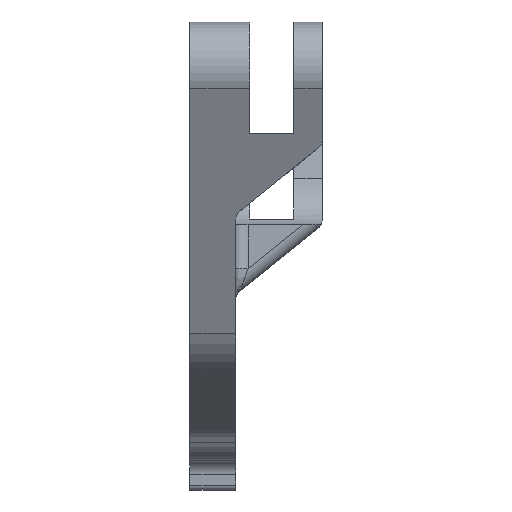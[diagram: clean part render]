
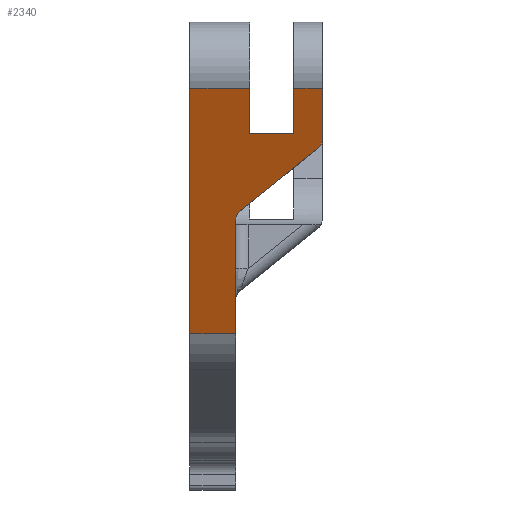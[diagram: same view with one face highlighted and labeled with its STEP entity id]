
A CAD part, top view. The second image highlights one B-rep face of the part: STEP entity #2340.
In plain terms, the highlighted planar face has unit normal (0, -0.407, 0.913).
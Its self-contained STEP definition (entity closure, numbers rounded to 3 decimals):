
#2305=AXIS2_PLACEMENT_3D('Plane Axis2P3D',#2302,#2303,#2304) ;
#649=CARTESIAN_POINT('Vertex',(12.,40.541,40.406)) ;
#652=CARTESIAN_POINT('Line Origine',(12.,35.973,38.372)) ;
#656=CARTESIAN_POINT('Vertex',(12.,31.405,36.338)) ;
#823=CARTESIAN_POINT('Vertex',(26.6,40.541,40.406)) ;
#826=CARTESIAN_POINT('Line Origine',(26.6,35.497,38.16)) ;
#830=CARTESIAN_POINT('Vertex',(26.6,30.452,35.914)) ;
#1152=CARTESIAN_POINT('Vertex',(0.,40.541,40.406)) ;
#1155=CARTESIAN_POINT('Line Origine',(13.3,40.541,40.406)) ;
#1300=CARTESIAN_POINT('Line Origine',(13.3,40.541,40.406)) ;
#1304=CARTESIAN_POINT('Vertex',(20.9,40.541,40.406)) ;
#1965=CARTESIAN_POINT('Control Point',(25.667,28.505,35.047)) ;
#1966=CARTESIAN_POINT('Control Point',(26.117,28.867,35.208)) ;
#1967=CARTESIAN_POINT('Control Point',(26.441,29.358,35.427)) ;
#1968=CARTESIAN_POINT('Control Point',(26.6,29.905,35.67)) ;
#1969=CARTESIAN_POINT('Control Point',(26.6,30.452,35.914)) ;
#1970=CARTESIAN_POINT('Vertex',(25.667,28.505,35.047)) ;
#1999=CARTESIAN_POINT('Vertex',(20.9,31.405,36.338)) ;
#2002=CARTESIAN_POINT('Line Origine',(20.9,35.973,38.372)) ;
#2038=CARTESIAN_POINT('Line Origine',(16.45,31.405,36.338)) ;
#2081=CARTESIAN_POINT('Line Origine',(17.9,22.255,32.264)) ;
#2085=CARTESIAN_POINT('Vertex',(10.133,16.006,29.482)) ;
#2282=CARTESIAN_POINT('Control Point',(9.2,14.058,28.615)) ;
#2283=CARTESIAN_POINT('Control Point',(9.2,14.606,28.858)) ;
#2284=CARTESIAN_POINT('Control Point',(9.359,15.153,29.102)) ;
#2285=CARTESIAN_POINT('Control Point',(9.683,15.644,29.321)) ;
#2286=CARTESIAN_POINT('Control Point',(10.133,16.006,29.482)) ;
#2287=CARTESIAN_POINT('Vertex',(9.2,14.058,28.615)) ;
#2302=CARTESIAN_POINT('Axis2P3D Location',(0.,-8.718,18.474)) ;
#2307=CARTESIAN_POINT('Line Origine',(0.,15.911,29.44)) ;
#2311=CARTESIAN_POINT('Vertex',(0.,-8.718,18.474)) ;
#2314=CARTESIAN_POINT('Line Origine',(4.6,-8.718,18.474)) ;
#2318=CARTESIAN_POINT('Vertex',(9.2,-8.718,18.474)) ;
#2321=CARTESIAN_POINT('Line Origine',(9.2,2.67,23.544)) ;
#653=DIRECTION('Vector Direction',(0.,-0.914,-0.407)) ;
#827=DIRECTION('Vector Direction',(0.,0.914,0.407)) ;
#1156=DIRECTION('Vector Direction',(1.,0.,0.)) ;
#1301=DIRECTION('Vector Direction',(1.,0.,0.)) ;
#2003=DIRECTION('Vector Direction',(0.,-0.914,-0.407)) ;
#2039=DIRECTION('Vector Direction',(-1.,0.,0.)) ;
#2082=DIRECTION('Vector Direction',(-0.75,-0.604,-0.269)) ;
#2303=DIRECTION('Axis2P3D Direction',(0.,0.407,-0.914)) ;
#2304=DIRECTION('Axis2P3D XDirection',(0.,0.914,0.407)) ;
#2308=DIRECTION('Vector Direction',(0.,0.914,0.407)) ;
#2315=DIRECTION('Vector Direction',(1.,0.,0.)) ;
#2322=DIRECTION('Vector Direction',(0.,0.914,0.407)) ;
#654=VECTOR('Line Direction',#653,1.) ;
#828=VECTOR('Line Direction',#827,1.) ;
#1157=VECTOR('Line Direction',#1156,1.) ;
#1302=VECTOR('Line Direction',#1301,1.) ;
#2004=VECTOR('Line Direction',#2003,1.) ;
#2040=VECTOR('Line Direction',#2039,1.) ;
#2083=VECTOR('Line Direction',#2082,1.) ;
#2309=VECTOR('Line Direction',#2308,1.) ;
#2316=VECTOR('Line Direction',#2315,1.) ;
#2323=VECTOR('Line Direction',#2322,1.) ;
#2327=ORIENTED_EDGE('',*,*,#2087,.F.) ;
#2328=ORIENTED_EDGE('',*,*,#1972,.F.) ;
#2329=ORIENTED_EDGE('',*,*,#832,.F.) ;
#2330=ORIENTED_EDGE('',*,*,#1306,.F.) ;
#2331=ORIENTED_EDGE('',*,*,#2006,.T.) ;
#2332=ORIENTED_EDGE('',*,*,#2042,.T.) ;
#2333=ORIENTED_EDGE('',*,*,#658,.F.) ;
#2334=ORIENTED_EDGE('',*,*,#1159,.F.) ;
#2335=ORIENTED_EDGE('',*,*,#2313,.T.) ;
#2336=ORIENTED_EDGE('',*,*,#2320,.T.) ;
#2337=ORIENTED_EDGE('',*,*,#2325,.T.) ;
#2338=ORIENTED_EDGE('',*,*,#2289,.T.) ;
#2340=ADVANCED_FACE('Corps principal',(#2339),#2306,.F.) ;
#1964=B_SPLINE_CURVE_WITH_KNOTS('',4,(#1965,#1966,#1967,#1968,#1969),.UNSPECIFIED.,.F.,.U.,(5,5),(0.,3.391),.UNSPECIFIED.) ;
#2281=B_SPLINE_CURVE_WITH_KNOTS('',4,(#2282,#2283,#2284,#2285,#2286),.UNSPECIFIED.,.F.,.U.,(5,5),(0.,3.391),.UNSPECIFIED.) ;
#658=EDGE_CURVE('',#650,#657,#655,.T.) ;
#832=EDGE_CURVE('',#824,#831,#829,.F.) ;
#1159=EDGE_CURVE('',#1153,#650,#1158,.T.) ;
#1306=EDGE_CURVE('',#1305,#824,#1303,.T.) ;
#1972=EDGE_CURVE('',#831,#1971,#1964,.F.) ;
#2006=EDGE_CURVE('',#1305,#2000,#2005,.T.) ;
#2042=EDGE_CURVE('',#2000,#657,#2041,.T.) ;
#2087=EDGE_CURVE('',#1971,#2086,#2084,.T.) ;
#2289=EDGE_CURVE('',#2288,#2086,#2281,.T.) ;
#2313=EDGE_CURVE('',#1153,#2312,#2310,.F.) ;
#2320=EDGE_CURVE('',#2312,#2319,#2317,.T.) ;
#2325=EDGE_CURVE('',#2319,#2288,#2324,.T.) ;
#2326=EDGE_LOOP('',(#2327,#2328,#2329,#2330,#2331,#2332,#2333,#2334,#2335,#2336,#2337,#2338)) ;
#2339=FACE_OUTER_BOUND('',#2326,.T.) ;
#655=LINE('Line',#652,#654) ;
#829=LINE('Line',#826,#828) ;
#1158=LINE('Line',#1155,#1157) ;
#1303=LINE('Line',#1300,#1302) ;
#2005=LINE('Line',#2002,#2004) ;
#2041=LINE('Line',#2038,#2040) ;
#2084=LINE('Line',#2081,#2083) ;
#2310=LINE('Line',#2307,#2309) ;
#2317=LINE('Line',#2314,#2316) ;
#2324=LINE('Line',#2321,#2323) ;
#2306=PLANE('',#2305) ;
#650=VERTEX_POINT('',#649) ;
#657=VERTEX_POINT('',#656) ;
#824=VERTEX_POINT('',#823) ;
#831=VERTEX_POINT('',#830) ;
#1153=VERTEX_POINT('',#1152) ;
#1305=VERTEX_POINT('',#1304) ;
#1971=VERTEX_POINT('',#1970) ;
#2000=VERTEX_POINT('',#1999) ;
#2086=VERTEX_POINT('',#2085) ;
#2288=VERTEX_POINT('',#2287) ;
#2312=VERTEX_POINT('',#2311) ;
#2319=VERTEX_POINT('',#2318) ;
